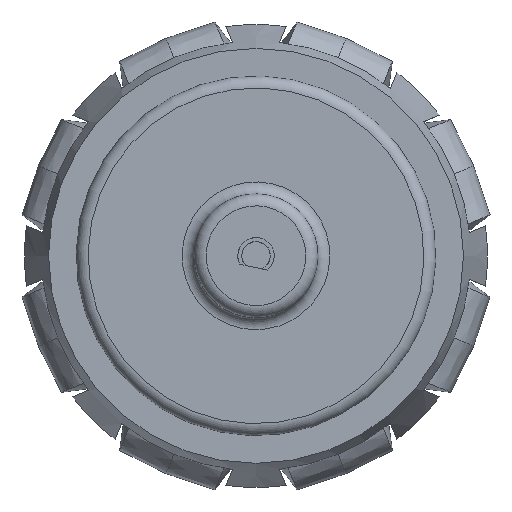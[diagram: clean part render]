
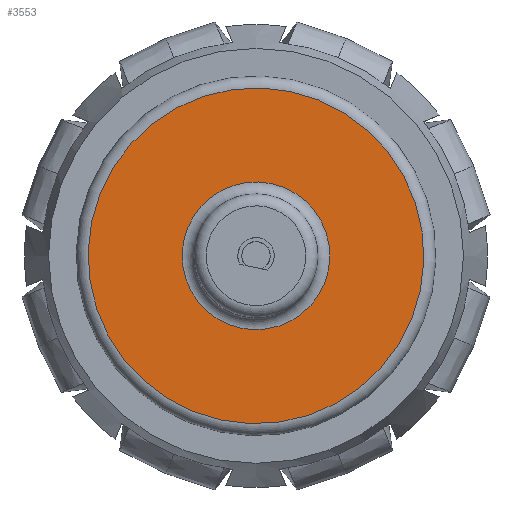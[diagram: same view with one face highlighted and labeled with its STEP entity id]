
A CAD part, top view. The second image highlights one B-rep face of the part: STEP entity #3553.
In plain terms, the highlighted face is planar.
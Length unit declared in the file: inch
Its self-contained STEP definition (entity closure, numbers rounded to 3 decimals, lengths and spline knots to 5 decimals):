
#141=FACE_BOUND($,#655,.T.);
#421=FACE_OUTER_BOUND($,#654,.T.);
#654=EDGE_LOOP($,(#2977));
#655=EDGE_LOOP($,(#2978));
#880=CIRCLE($,#3918,0.308);
#881=CIRCLE($,#3920,0.7);
#1713=VERTEX_POINT($,#5956);
#1714=VERTEX_POINT($,#5959);
#2164=EDGE_CURVE($,#1713,#1713,#880,.T.);
#2165=EDGE_CURVE($,#1714,#1714,#881,.T.);
#2977=ORIENTED_EDGE($,*,*,#2165,.F.);
#2978=ORIENTED_EDGE($,*,*,#2164,.F.);
#3370=PLANE($,#3919);
#3553=ADVANCED_FACE($,(#421,#141),#3370,.F.);
#3918=AXIS2_PLACEMENT_3D($,#5957,#4811,#4812);
#3919=AXIS2_PLACEMENT_3D($,#5958,#4813,#4814);
#3920=AXIS2_PLACEMENT_3D($,#5960,#4815,#4816);
#4811=DIRECTION('center_axis',(0.,0.,-1.));
#4812=DIRECTION('ref_axis',(1.,0.,0.));
#4813=DIRECTION('center_axis',(0.,0.,1.));
#4814=DIRECTION('ref_axis',(1.,0.,0.));
#4815=DIRECTION('center_axis',(0.,0.,1.));
#4816=DIRECTION('ref_axis',(-1.,0.,0.));
#5956=CARTESIAN_POINT('',(-0.308,0.,0.));
#5957=CARTESIAN_POINT('Origin',(0.,0.,0.));
#5958=CARTESIAN_POINT('Origin',(0.,0.,
0.));
#5959=CARTESIAN_POINT('',(0.7,0.,0.));
#5960=CARTESIAN_POINT('Origin',(0.,0.,0.));
